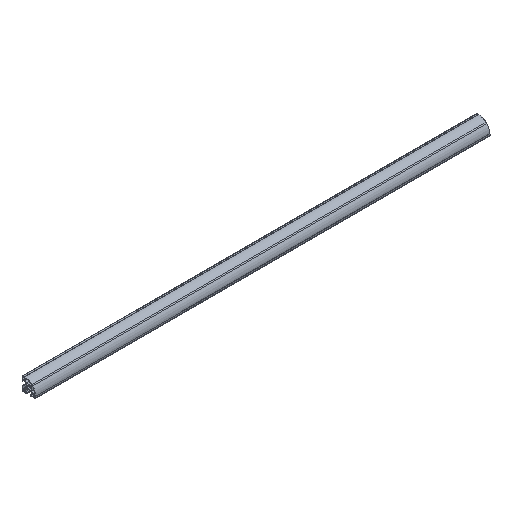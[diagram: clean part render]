
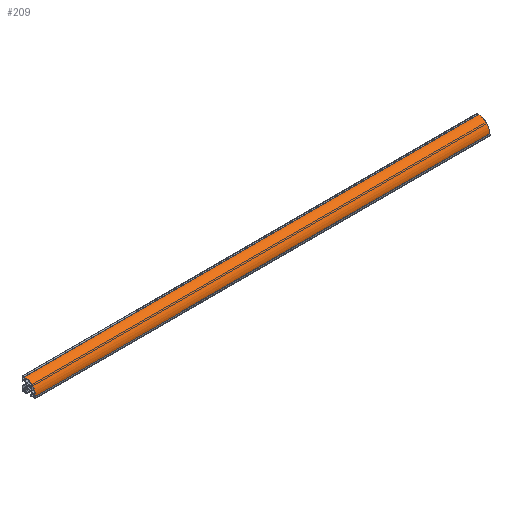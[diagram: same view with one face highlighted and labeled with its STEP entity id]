
A CAD part, isometric view. The second image highlights one B-rep face of the part: STEP entity #209.
In plain terms, the highlighted cylindrical face has radius 25 mm (diameter 50 mm), a partial arc.
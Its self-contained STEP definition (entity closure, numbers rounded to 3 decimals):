
#209=ADVANCED_FACE('',(#424),#425,.T.);
#424=FACE_OUTER_BOUND('',#650,.T.);
#425=CYLINDRICAL_SURFACE('',#651,25.);
#650=EDGE_LOOP('',(#1155,#1156,#1157,#1158));
#651=AXIS2_PLACEMENT_3D('',#1159,#1160,#1161);
#1155=ORIENTED_EDGE('',*,*,#1617,.T.);
#1156=ORIENTED_EDGE('',*,*,#1618,.F.);
#1157=ORIENTED_EDGE('',*,*,#1619,.T.);
#1158=ORIENTED_EDGE('',*,*,#1614,.T.);
#1159=CARTESIAN_POINT('',(1000.0,10.,-10.));
#1160=DIRECTION('',(-1.0,-0.0,0.0));
#1161=DIRECTION('',(0.0,-1.0,0.));
#1614=EDGE_CURVE('',#2004,#2002,#2005,.T.);
#1617=EDGE_CURVE('',#2002,#2008,#2009,.T.);
#1618=EDGE_CURVE('',#2010,#2008,#2011,.T.);
#1619=EDGE_CURVE('',#2010,#2004,#2012,.T.);
#2002=VERTEX_POINT('',#2562);
#2004=VERTEX_POINT('',#2565);
#2005=LINE('',#2566,#2567);
#2008=VERTEX_POINT('',#2571);
#2009=CIRCLE('',#2572,25.);
#2010=VERTEX_POINT('',#2573);
#2011=LINE('',#2574,#2575);
#2012=CIRCLE('',#2576,25.);
#2562=CARTESIAN_POINT('',(0.0,10.,15.0));
#2565=CARTESIAN_POINT('',(1000.0,10.,15.0));
#2566=CARTESIAN_POINT('',(1000.0,10.,15.0));
#2567=VECTOR('',#2874,1.0);
#2571=CARTESIAN_POINT('',(0.0,-15.0,-10.0));
#2572=AXIS2_PLACEMENT_3D('',#2876,#2877,#2878);
#2573=CARTESIAN_POINT('',(1000.0,-15.0,-10.0));
#2574=CARTESIAN_POINT('',(1000.0,-15.0,-10.0));
#2575=VECTOR('',#2879,1.0);
#2576=AXIS2_PLACEMENT_3D('',#2880,#2881,#2882);
#2874=DIRECTION('',(-1.0,0.0,0.0));
#2876=CARTESIAN_POINT('',(0.0,10.,-10.));
#2877=DIRECTION('',(1.0,0.0,0.0));
#2878=DIRECTION('',(0.0,-1.0,0.));
#2879=DIRECTION('',(-1.0,0.0,0.0));
#2880=CARTESIAN_POINT('',(1000.0,10.,-10.));
#2881=DIRECTION('',(-1.0,-0.0,0.0));
#2882=DIRECTION('',(0.0,-1.0,0.));
